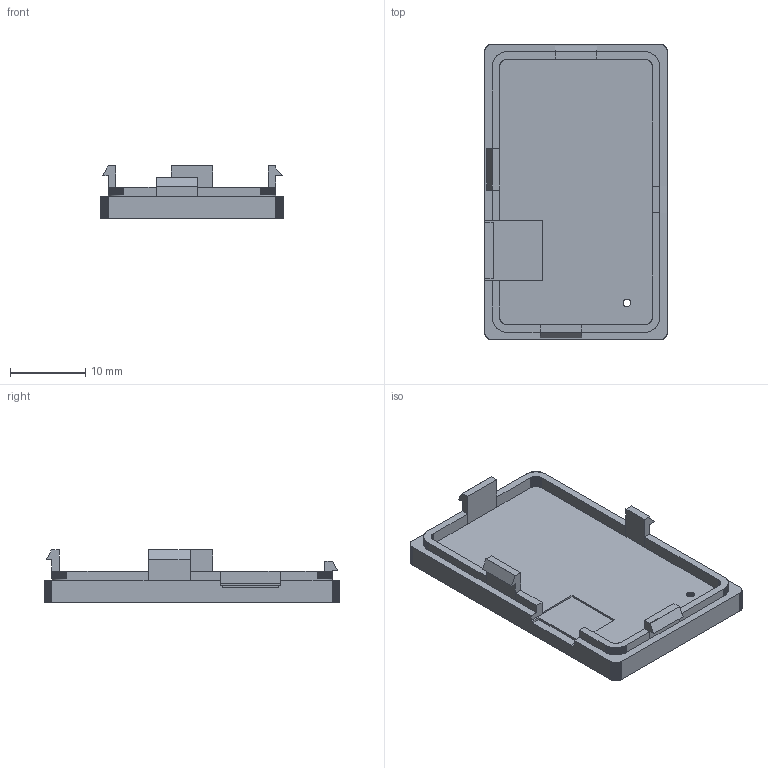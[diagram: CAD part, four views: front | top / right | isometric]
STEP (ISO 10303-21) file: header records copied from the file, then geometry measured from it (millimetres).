
FILE_DESCRIPTION(('FreeCAD Model'),'2;1');
FILE_NAME('Open CASCADE Shape Model','2022-04-04T18:18:13',('Author'),( ''),'Open CASCADE STEP processor 7.5','FreeCAD','Unknown');
FILE_SCHEMA(('AUTOMOTIVE_DESIGN { 1 0 10303 214 1 1 1 1 }'));
Length unit declared in the file: millimetre
Products named in the file (1): Geckino_Back001
Bounding box: 24.25 x 39.25 x 6.94 mm (x, y, z)
Volume: 2525.8 mm3; surface area: 2778.1 mm2
Topology: 1 solids, 1 shells, 756 faces, 2235 edges, 1490 vertices
Faces by surface type: plane 756
Entity records: 24725 total; most frequent: CARTESIAN_POINT 4482, ORIENTED_EDGE 4470, DIRECTION 3749, EDGE_CURVE 2235, LINE 2235, VECTOR 2235, VERTEX_POINT 1490, FACE_BOUND 767
